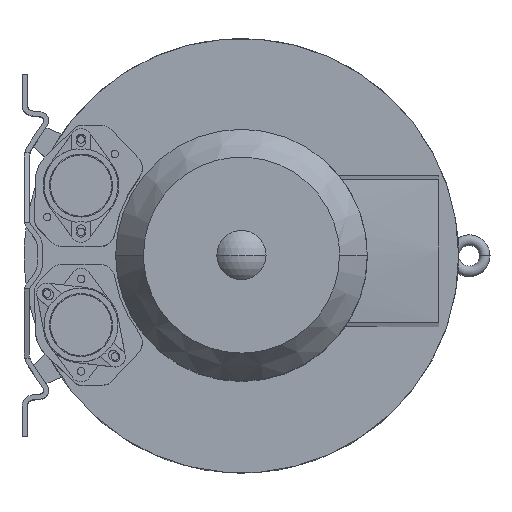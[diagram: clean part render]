
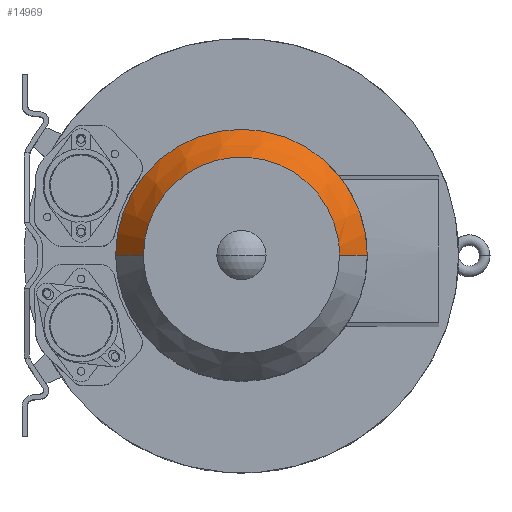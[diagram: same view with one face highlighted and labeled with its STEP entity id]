
A CAD part, top view. The second image highlights one B-rep face of the part: STEP entity #14969.
In plain terms, the highlighted conical face has half-angle 35.538 degrees and reference radius 113 mm.
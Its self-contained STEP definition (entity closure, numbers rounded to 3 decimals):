
#66 = EDGE_CURVE ( 'NONE', #9831, #7565, #1194, .T. ) ;
#414 = DIRECTION ( 'NONE',  ( 0., 0., -1. ) ) ;
#746 = DIRECTION ( 'NONE',  ( 1., 0., 0. ) ) ;
#936 = CARTESIAN_POINT ( 'NONE',  ( 88., 0., 403.2 ) ) ;
#1100 = CARTESIAN_POINT ( 'NONE',  ( 38.997, 79.097, 403.2 ) ) ;
#1101 = EDGE_LOOP ( 'NONE', ( #3535, #7432, #12758, #13101 ) ) ;
#1194 = LINE ( 'NONE', #12480, #2743 ) ;
#2157 = CARTESIAN_POINT ( 'NONE',  ( 5.76, 88., 403.2 ) ) ;
#2234 = CARTESIAN_POINT ( 'NONE',  ( -79.097, 38.997, 403.2 ) ) ;
#2315 = CARTESIAN_POINT ( 'NONE',  ( -44.101, 76.369, 403.2 ) ) ;
#2394 = CARTESIAN_POINT ( 'NONE',  ( 28.355, 83.505, 403.2 ) ) ;
#2743 = VECTOR ( 'NONE', #11184, 1000. ) ;
#3287 = CARTESIAN_POINT ( 'NONE',  ( 88., 0., 403.2 ) ) ;
#3535 = ORIENTED_EDGE ( 'NONE', *, *, #15560, .T. ) ;
#3537 = CARTESIAN_POINT ( 'NONE',  ( 88., 5.76, 403.2 ) ) ;
#3617 = CARTESIAN_POINT ( 'NONE',  ( 58.153, 66.298, 403.2 ) ) ;
#3661 = VERTEX_POINT ( 'NONE', #3287 ) ;
#3912 = DIRECTION ( 'NONE',  ( 0.581, 0., -0.814 ) ) ;
#4518 = CARTESIAN_POINT ( 'NONE',  ( -5.76, 88., 403.2 ) ) ;
#5473 = CARTESIAN_POINT ( 'NONE',  ( -88., 0., 403.2 ) ) ;
#5534 = DIRECTION ( 'NONE',  ( -1., 0., 0. ) ) ;
#5968 = AXIS2_PLACEMENT_3D ( 'NONE', #10256, #414, #746 ) ;
#6042 = CARTESIAN_POINT ( 'NONE',  ( 79.097, 38.997, 403.2 ) ) ;
#6633 = CARTESIAN_POINT ( 'NONE',  ( 113., 0., 368.2 ) ) ;
#6662 = FACE_OUTER_BOUND ( 'NONE', #1101, .T. ) ;
#6770 = CARTESIAN_POINT ( 'NONE',  ( -83.505, 28.355, 403.2 ) ) ;
#7104 = CARTESIAN_POINT ( 'NONE',  ( 69.969, 53.679, 403.2 ) ) ;
#7292 = CARTESIAN_POINT ( 'NONE',  ( -88., 0., 403.2 ) ) ;
#7339 = CARTESIAN_POINT ( 'NONE',  ( -11.519, 87.433, 403.2 ) ) ;
#7432 = ORIENTED_EDGE ( 'NONE', *, *, #15964, .T. ) ;
#7565 = VERTEX_POINT ( 'NONE', #10231 ) ;
#8046 = CIRCLE ( 'NONE', #5968, 113. ) ;
#8066 = DIRECTION ( 'NONE',  ( 0., 0., -1. ) ) ;
#8249 = CARTESIAN_POINT ( 'NONE',  ( 87.433, 11.519, 403.2 ) ) ;
#8575 = CARTESIAN_POINT ( 'NONE',  ( 85.185, 22.817, 403.2 ) ) ;
#9127 = CARTESIAN_POINT ( 'NONE',  ( 0., 0., 368.2 ) ) ;
#9225 = CARTESIAN_POINT ( 'NONE',  ( -87.433, 11.519, 403.2 ) ) ;
#9476 = CARTESIAN_POINT ( 'NONE',  ( 11.519, 87.433, 403.2 ) ) ;
#9831 = VERTEX_POINT ( 'NONE', #7292 ) ;
#10231 = CARTESIAN_POINT ( 'NONE',  ( -113., 0., 368.2 ) ) ;
#10256 = CARTESIAN_POINT ( 'NONE',  ( 0., 0., 368.2 ) ) ;
#10440 = CARTESIAN_POINT ( 'NONE',  ( -88., 5.76, 403.2 ) ) ;
#10761 = CARTESIAN_POINT ( 'NONE',  ( 83.505, 28.355, 403.2 ) ) ;
#10926 = CARTESIAN_POINT ( 'NONE',  ( -66.298, 58.153, 403.2 ) ) ;
#11002 = CARTESIAN_POINT ( 'NONE',  ( -28.355, 83.505, 403.2 ) ) ;
#11184 = DIRECTION ( 'NONE',  ( -0.581, 0., -0.814 ) ) ;
#11695 = AXIS2_PLACEMENT_3D ( 'NONE', #9127, #8066, #5534 ) ;
#11981 = CARTESIAN_POINT ( 'NONE',  ( -76.369, 44.101, 403.2 ) ) ;
#12063 = CARTESIAN_POINT ( 'NONE',  ( 76.369, 44.101, 403.2 ) ) ;
#12143 = CARTESIAN_POINT ( 'NONE',  ( -69.969, 53.679, 403.2 ) ) ;
#12225 = CARTESIAN_POINT ( 'NONE',  ( -58.153, 66.298, 403.2 ) ) ;
#12480 = CARTESIAN_POINT ( 'NONE',  ( -113., 0., 368.2 ) ) ;
#12756 = VECTOR ( 'NONE', #3912, 1000. ) ;
#12758 = ORIENTED_EDGE ( 'NONE', *, *, #13338, .F. ) ;
#13101 = ORIENTED_EDGE ( 'NONE', *, *, #66, .F. ) ;
#13294 = CARTESIAN_POINT ( 'NONE',  ( -53.679, 69.969, 403.2 ) ) ;
#13338 = EDGE_CURVE ( 'NONE', #7565, #13633, #8046, .T. ) ;
#13343 = B_SPLINE_CURVE_WITH_KNOTS ( 'NONE', 3,
 ( #5473, #10440, #9225, #14178, #6770, #2234, #11981, #12143, #10926, #12225, #13294, #2315, #15902, #11002, #15974, #7339, #4518, #2157, #9476, #14601, #2394, #1100, #15656, #14675, #3617, #14432, #7104, #12063, #6042, #10761, #8575, #8249, #3537, #936 ),
 .UNSPECIFIED., .F., .F.,
 ( 4, 2, 2, 2, 2, 2, 2, 2, 2, 2, 2, 2, 2, 2, 2, 2, 4 ),
 ( 0., 0.062, 0.125, 0.187, 0.25, 0.312, 0.375, 0.437, 0.5, 0.563, 0.625, 0.688, 0.75, 0.813, 0.875, 0.938, 1. ),
 .UNSPECIFIED. ) ;
#13633 = VERTEX_POINT ( 'NONE', #6633 ) ;
#14178 = CARTESIAN_POINT ( 'NONE',  ( -85.185, 22.817, 403.2 ) ) ;
#14432 = CARTESIAN_POINT ( 'NONE',  ( 66.298, 58.153, 403.2 ) ) ;
#14601 = CARTESIAN_POINT ( 'NONE',  ( 22.817, 85.185, 403.2 ) ) ;
#14675 = CARTESIAN_POINT ( 'NONE',  ( 53.679, 69.969, 403.2 ) ) ;
#14969 = ADVANCED_FACE ( 'NONE', ( #6662 ), #15346, .T. ) ;
#14971 = LINE ( 'NONE', #15054, #12756 ) ;
#15054 = CARTESIAN_POINT ( 'NONE',  ( 113., 0., 368.2 ) ) ;
#15346 = CONICAL_SURFACE ( 'NONE', #11695, 113., 0.62 ) ;
#15560 = EDGE_CURVE ( 'NONE', #9831, #3661, #13343, .T. ) ;
#15656 = CARTESIAN_POINT ( 'NONE',  ( 44.101, 76.369, 403.2 ) ) ;
#15902 = CARTESIAN_POINT ( 'NONE',  ( -38.997, 79.097, 403.2 ) ) ;
#15964 = EDGE_CURVE ( 'NONE', #3661, #13633, #14971, .T. ) ;
#15974 = CARTESIAN_POINT ( 'NONE',  ( -22.817, 85.185, 403.2 ) ) ;
